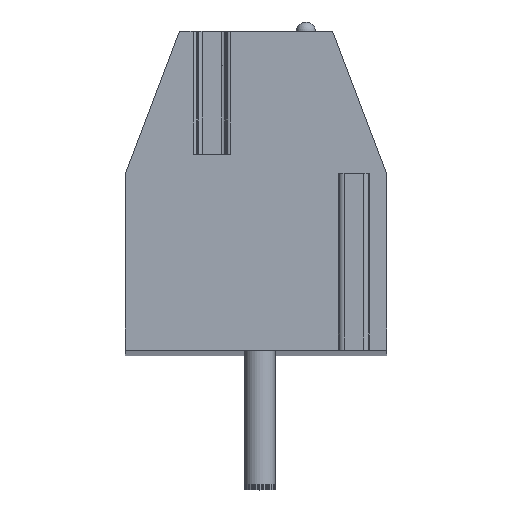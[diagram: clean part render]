
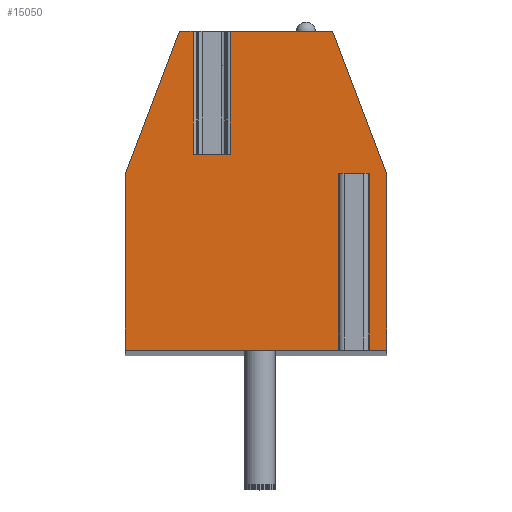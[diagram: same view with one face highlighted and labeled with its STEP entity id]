
A CAD part, top view. The second image highlights one B-rep face of the part: STEP entity #15050.
In plain terms, the highlighted planar face has unit normal (0, 0, 1).
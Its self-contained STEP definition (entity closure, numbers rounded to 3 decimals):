
#13=DIRECTION('',(0.,1.,0.));
#14=VECTOR('',#13,3.2);
#15=CARTESIAN_POINT('',(-1.636,1.,81.915));
#16=LINE('',#15,#14);
#17=DIRECTION('',(1.,0.,0.));
#18=VECTOR('',#17,0.972);
#19=CARTESIAN_POINT('',(-1.636,1.,81.915));
#20=LINE('',#19,#18);
#21=DIRECTION('',(0.,1.,0.));
#22=VECTOR('',#21,3.2);
#23=CARTESIAN_POINT('',(-0.664,1.,81.915));
#24=LINE('',#23,#22);
#25=DIRECTION('',(-1.,0.,0.));
#26=VECTOR('',#25,2.659);
#27=CARTESIAN_POINT('',(1.995,4.2,81.915));
#28=LINE('',#27,#26);
#29=DIRECTION('',(-0.355,0.935,0.));
#30=VECTOR('',#29,3.958);
#31=CARTESIAN_POINT('',(3.4,0.5,81.915));
#32=LINE('',#31,#30);
#33=DIRECTION('',(0.,1.,0.));
#34=VECTOR('',#33,4.6);
#35=CARTESIAN_POINT('',(3.4,-4.1,81.915));
#36=LINE('',#35,#34);
#37=DIRECTION('',(1.,0.,0.));
#38=VECTOR('',#37,0.625);
#39=CARTESIAN_POINT('',(2.775,-4.1,81.915));
#40=LINE('',#39,#38);
#41=DIRECTION('',(0.,1.,0.));
#42=VECTOR('',#41,4.6);
#43=CARTESIAN_POINT('',(2.775,-4.1,81.915));
#44=LINE('',#43,#42);
#45=DIRECTION('',(-1.,0.,0.));
#46=VECTOR('',#45,0.45);
#47=CARTESIAN_POINT('',(2.775,0.5,81.915));
#48=LINE('',#47,#46);
#49=DIRECTION('',(0.,1.,0.));
#50=VECTOR('',#49,4.6);
#51=CARTESIAN_POINT('',(2.325,-4.1,81.915));
#52=LINE('',#51,#50);
#53=DIRECTION('',(1.,0.,0.));
#54=VECTOR('',#53,5.725);
#55=CARTESIAN_POINT('',(-3.4,-4.1,81.915));
#56=LINE('',#55,#54);
#57=DIRECTION('',(0.,-1.,0.));
#58=VECTOR('',#57,4.6);
#59=CARTESIAN_POINT('',(-3.4,0.5,81.915));
#60=LINE('',#59,#58);
#61=DIRECTION('',(-0.355,-0.935,0.));
#62=VECTOR('',#61,3.958);
#63=CARTESIAN_POINT('',(-1.995,4.2,81.915));
#64=LINE('',#63,#62);
#65=DIRECTION('',(-1.,0.,0.));
#66=VECTOR('',#65,0.359);
#67=CARTESIAN_POINT('',(-1.636,4.2,81.915));
#68=LINE('',#67,#66);
#11813=CARTESIAN_POINT('',(-1.995,4.2,81.915));
#11814=CARTESIAN_POINT('',(-3.4,0.5,81.915));
#11815=VERTEX_POINT('',#11813);
#11816=VERTEX_POINT('',#11814);
#11817=CARTESIAN_POINT('',(-3.4,-4.1,81.915));
#11818=VERTEX_POINT('',#11817);
#11819=CARTESIAN_POINT('',(3.4,-4.1,81.915));
#11820=CARTESIAN_POINT('',(3.4,0.5,81.915));
#11821=VERTEX_POINT('',#11819);
#11822=VERTEX_POINT('',#11820);
#11823=CARTESIAN_POINT('',(1.995,4.2,81.915));
#11824=VERTEX_POINT('',#11823);
#11861=CARTESIAN_POINT('',(2.775,0.5,81.915));
#11862=CARTESIAN_POINT('',(2.325,0.5,81.915));
#11863=VERTEX_POINT('',#11861);
#11864=VERTEX_POINT('',#11862);
#11865=CARTESIAN_POINT('',(2.325,-4.1,81.915));
#11866=VERTEX_POINT('',#11865);
#11867=CARTESIAN_POINT('',(2.775,-4.1,81.915));
#11868=VERTEX_POINT('',#11867);
#11929=CARTESIAN_POINT('',(-1.636,1.,81.915));
#11930=CARTESIAN_POINT('',(-1.636,4.2,81.915));
#11931=VERTEX_POINT('',#11929);
#11932=VERTEX_POINT('',#11930);
#11933=CARTESIAN_POINT('',(-0.664,1.,81.915));
#11934=CARTESIAN_POINT('',(-0.664,4.2,81.915));
#11935=VERTEX_POINT('',#11933);
#11936=VERTEX_POINT('',#11934);
#15015=CARTESIAN_POINT('',(0.,0.,81.915));
#15016=DIRECTION('',(0.,0.,1.));
#15017=DIRECTION('',(1.,0.,0.));
#15018=AXIS2_PLACEMENT_3D('',#15015,#15016,#15017);
#15019=PLANE('',#15018);
#15021=ORIENTED_EDGE('',*,*,#15020,.F.);
#15023=ORIENTED_EDGE('',*,*,#15022,.T.);
#15025=ORIENTED_EDGE('',*,*,#15024,.T.);
#15027=ORIENTED_EDGE('',*,*,#15026,.F.);
#15029=ORIENTED_EDGE('',*,*,#15028,.F.);
#15031=ORIENTED_EDGE('',*,*,#15030,.F.);
#15033=ORIENTED_EDGE('',*,*,#15032,.F.);
#15035=ORIENTED_EDGE('',*,*,#15034,.T.);
#15037=ORIENTED_EDGE('',*,*,#15036,.T.);
#15039=ORIENTED_EDGE('',*,*,#15038,.F.);
#15041=ORIENTED_EDGE('',*,*,#15040,.F.);
#15043=ORIENTED_EDGE('',*,*,#15042,.F.);
#15045=ORIENTED_EDGE('',*,*,#15044,.F.);
#15047=ORIENTED_EDGE('',*,*,#15046,.F.);
#15048=EDGE_LOOP('',(#15021,#15023,#15025,#15027,#15029,#15031,#15033,#15035,
#15037,#15039,#15041,#15043,#15045,#15047));
#15049=FACE_OUTER_BOUND('',#15048,.F.);
#15020=EDGE_CURVE('',#11931,#11932,#16,.T.);
#15022=EDGE_CURVE('',#11931,#11935,#20,.T.);
#15024=EDGE_CURVE('',#11935,#11936,#24,.T.);
#15026=EDGE_CURVE('',#11824,#11936,#28,.T.);
#15028=EDGE_CURVE('',#11822,#11824,#32,.T.);
#15030=EDGE_CURVE('',#11821,#11822,#36,.T.);
#15032=EDGE_CURVE('',#11868,#11821,#40,.T.);
#15034=EDGE_CURVE('',#11868,#11863,#44,.T.);
#15036=EDGE_CURVE('',#11863,#11864,#48,.T.);
#15038=EDGE_CURVE('',#11866,#11864,#52,.T.);
#15040=EDGE_CURVE('',#11818,#11866,#56,.T.);
#15042=EDGE_CURVE('',#11816,#11818,#60,.T.);
#15044=EDGE_CURVE('',#11815,#11816,#64,.T.);
#15046=EDGE_CURVE('',#11932,#11815,#68,.T.);
#15050=ADVANCED_FACE('',(#15049),#15019,.T.);
